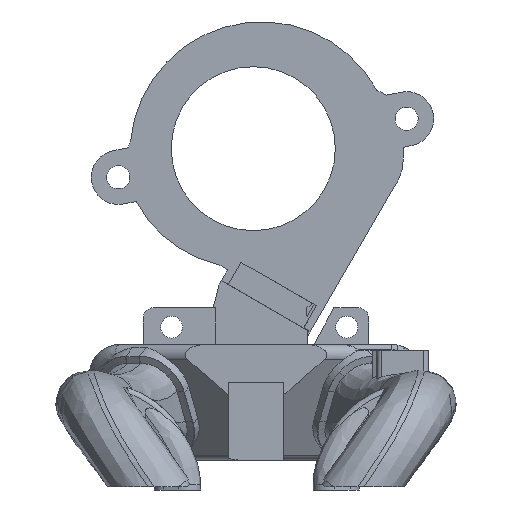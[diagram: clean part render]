
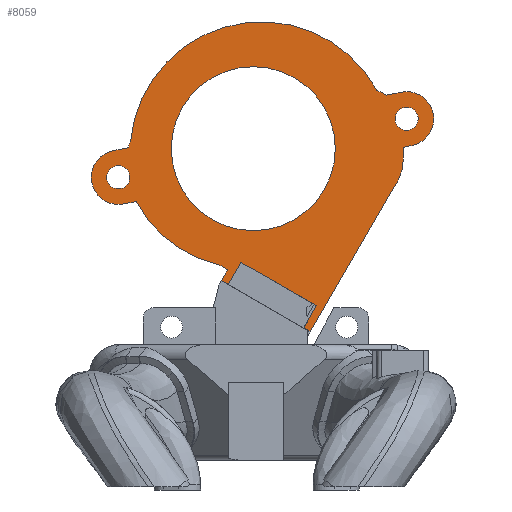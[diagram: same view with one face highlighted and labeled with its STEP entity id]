
A CAD part, front view. The second image highlights one B-rep face of the part: STEP entity #8059.
In plain terms, the highlighted planar face has unit normal (0, -1, 0).
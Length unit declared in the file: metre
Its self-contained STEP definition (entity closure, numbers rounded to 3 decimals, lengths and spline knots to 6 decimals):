
#180=CIRCLE('',#8603,0.02565);
#182=CIRCLE('',#8606,0.016);
#183=CIRCLE('',#8608,0.00225);
#184=CIRCLE('',#8610,0.00225);
#185=CIRCLE('',#8612,0.008426);
#186=CIRCLE('',#8613,0.02765);
#187=CIRCLE('',#8614,0.0053);
#188=CIRCLE('',#8615,0.01014);
#189=CIRCLE('',#8616,0.0053);
#190=CIRCLE('',#8617,0.024065);
#418=PLANE('',#8611);
#517=LINE('',#11553,#1061);
#801=LINE('',#15105,#1345);
#806=LINE('',#15119,#1350);
#939=LINE('',#17880,#1483);
#940=LINE('',#17884,#1484);
#941=LINE('',#17892,#1485);
#942=LINE('',#17896,#1486);
#1061=VECTOR('',#8825,1.);
#1345=VECTOR('',#9645,1.);
#1350=VECTOR('',#9652,1.);
#1483=VECTOR('',#10097,1.);
#1484=VECTOR('',#10100,1.);
#1485=VECTOR('',#10103,1.);
#1486=VECTOR('',#10106,1.);
#3778=ORIENTED_EDGE('',*,*,#4956,.F.);
#3779=ORIENTED_EDGE('',*,*,#5272,.T.);
#3780=ORIENTED_EDGE('',*,*,#5273,.F.);
#3781=ORIENTED_EDGE('',*,*,#5274,.F.);
#3782=ORIENTED_EDGE('',*,*,#5275,.F.);
#3783=ORIENTED_EDGE('',*,*,#5276,.F.);
#3784=ORIENTED_EDGE('',*,*,#5277,.T.);
#3785=ORIENTED_EDGE('',*,*,#5265,.F.);
#3786=ORIENTED_EDGE('',*,*,#5278,.T.);
#3787=ORIENTED_EDGE('',*,*,#5279,.F.);
#3788=ORIENTED_EDGE('',*,*,#5280,.F.);
#3789=ORIENTED_EDGE('',*,*,#5281,.F.);
#3790=ORIENTED_EDGE('',*,*,#5282,.F.);
#3791=ORIENTED_EDGE('',*,*,#5283,.F.);
#3792=ORIENTED_EDGE('',*,*,#4950,.F.);
#3793=ORIENTED_EDGE('',*,*,#4327,.F.);
#3794=ORIENTED_EDGE('',*,*,#5271,.T.);
#3795=ORIENTED_EDGE('',*,*,#5270,.T.);
#3796=ORIENTED_EDGE('',*,*,#5269,.T.);
#4327=EDGE_CURVE('',#5551,#5552,#517,.T.);
#4950=EDGE_CURVE('',#5552,#5979,#801,.T.);
#4956=EDGE_CURVE('',#5982,#5551,#806,.T.);
#5265=EDGE_CURVE('',#6133,#6134,#180,.T.);
#5269=EDGE_CURVE('',#6136,#6136,#182,.T.);
#5270=EDGE_CURVE('',#6137,#6137,#183,.T.);
#5271=EDGE_CURVE('',#6138,#6138,#184,.T.);
#5272=EDGE_CURVE('',#5982,#6139,#185,.T.);
#5273=EDGE_CURVE('',#6140,#6139,#186,.F.);
#5274=EDGE_CURVE('',#6141,#6140,#939,.F.);
#5275=EDGE_CURVE('',#6142,#6141,#187,.F.);
#5276=EDGE_CURVE('',#6143,#6142,#940,.F.);
#5277=EDGE_CURVE('',#6143,#6134,#6634,.T.);
#5278=EDGE_CURVE('',#6133,#6144,#188,.T.);
#5279=EDGE_CURVE('',#6145,#6144,#941,.F.);
#5280=EDGE_CURVE('',#6146,#6145,#189,.F.);
#5281=EDGE_CURVE('',#6147,#6146,#942,.F.);
#5282=EDGE_CURVE('',#6148,#6147,#190,.F.);
#5283=EDGE_CURVE('',#5979,#6148,#6635,.T.);
#5551=VERTEX_POINT('',#11552);
#5552=VERTEX_POINT('',#11554);
#5979=VERTEX_POINT('',#15106);
#5982=VERTEX_POINT('',#15118);
#6133=VERTEX_POINT('',#17860);
#6134=VERTEX_POINT('',#17861);
#6136=VERTEX_POINT('',#17868);
#6137=VERTEX_POINT('',#17871);
#6138=VERTEX_POINT('',#17874);
#6139=VERTEX_POINT('',#17877);
#6140=VERTEX_POINT('',#17879);
#6141=VERTEX_POINT('',#17881);
#6142=VERTEX_POINT('',#17883);
#6143=VERTEX_POINT('',#17885);
#6144=VERTEX_POINT('',#17891);
#6145=VERTEX_POINT('',#17893);
#6146=VERTEX_POINT('',#17895);
#6147=VERTEX_POINT('',#17897);
#6148=VERTEX_POINT('',#17899);
#6634=B_SPLINE_CURVE_WITH_KNOTS('',3,(#17886,#17887,#17888,#17889),
 .UNSPECIFIED.,.F.,.F.,(4,4),(0.,0.420102),.UNSPECIFIED.);
#6635=B_SPLINE_CURVE_WITH_KNOTS('',3,(#17900,#17901,#17902,#17903),
 .UNSPECIFIED.,.F.,.F.,(4,4),(0.,1.),.UNSPECIFIED.);
#7034=EDGE_LOOP('',(#3778,#3779,#3780,#3781,#3782,#3783,#3784,#3785,#3786,
#3787,#3788,#3789,#3790,#3791,#3792,#3793));
#7035=EDGE_LOOP('',(#3794));
#7036=EDGE_LOOP('',(#3795));
#7037=EDGE_LOOP('',(#3796));
#7519=FACE_BOUND('',#7034,.T.);
#7520=FACE_BOUND('',#7035,.T.);
#7521=FACE_BOUND('',#7036,.T.);
#7522=FACE_BOUND('',#7037,.T.);
#8059=ADVANCED_FACE('',(#7519,#7520,#7521,#7522),#418,.T.);
#8603=AXIS2_PLACEMENT_3D('',#17859,#10073,#10074);
#8606=AXIS2_PLACEMENT_3D('',#17867,#10081,#10082);
#8608=AXIS2_PLACEMENT_3D('',#17870,#10085,#10086);
#8610=AXIS2_PLACEMENT_3D('',#17873,#10089,#10090);
#8611=AXIS2_PLACEMENT_3D('',#17875,#10091,#10092);
#8612=AXIS2_PLACEMENT_3D('',#17876,#10093,#10094);
#8613=AXIS2_PLACEMENT_3D('',#17878,#10095,#10096);
#8614=AXIS2_PLACEMENT_3D('',#17882,#10098,#10099);
#8615=AXIS2_PLACEMENT_3D('',#17890,#10101,#10102);
#8616=AXIS2_PLACEMENT_3D('',#17894,#10104,#10105);
#8617=AXIS2_PLACEMENT_3D('',#17898,#10107,#10108);
#8825=DIRECTION('',(-0.866,0.,0.5));
#9645=DIRECTION('',(0.5,0.,0.866));
#9652=DIRECTION('',(-0.5,0.,-0.866));
#10073=DIRECTION('',(0.,1.,0.));
#10074=DIRECTION('',(-0.5,0.,-0.866));
#10081=DIRECTION('',(0.,1.,0.));
#10082=DIRECTION('',(-0.5,0.,-0.866));
#10085=DIRECTION('',(0.,1.,0.));
#10086=DIRECTION('',(-0.5,0.,-0.866));
#10089=DIRECTION('',(0.,1.,0.));
#10090=DIRECTION('',(-0.5,0.,-0.866));
#10091=DIRECTION('',(0.,-1.,0.));
#10092=DIRECTION('',(0.5,0.,0.866));
#10093=DIRECTION('',(0.,-1.,0.));
#10094=DIRECTION('',(1.,0.,0.));
#10095=DIRECTION('',(0.,-1.,0.));
#10096=DIRECTION('',(1.,0.,0.));
#10097=DIRECTION('',(0.98,0.,0.199));
#10098=DIRECTION('',(0.,-1.,0.));
#10099=DIRECTION('',(1.,0.,0.));
#10100=DIRECTION('',(-0.98,0.,-0.199));
#10101=DIRECTION('',(0.,-1.,0.));
#10102=DIRECTION('',(1.,0.,0.));
#10103=DIRECTION('',(-0.98,0.,-0.199));
#10104=DIRECTION('',(0.,-1.,0.));
#10105=DIRECTION('',(1.,0.,0.));
#10106=DIRECTION('',(0.98,0.,0.199));
#10107=DIRECTION('',(0.,-1.,0.));
#10108=DIRECTION('',(1.,0.,0.));
#11552=CARTESIAN_POINT('',(0.005726,0.1013,-0.019247));
#11553=CARTESIAN_POINT('',(0.005726,0.1013,-0.019247));
#11554=CARTESIAN_POINT('',(-0.011595,0.1013,-0.009247));
#15105=CARTESIAN_POINT('',(-0.011595,0.1013,-0.009247));
#15106=CARTESIAN_POINT('',(-0.010373,0.1013,-0.00713));
#15118=CARTESIAN_POINT('',(0.022136,0.1013,0.009177));
#15119=CARTESIAN_POINT('',(0.005726,0.1013,-0.019247));
#17859=CARTESIAN_POINT('',(-0.003779,0.1013,0.01559));
#17860=CARTESIAN_POINT('',(-0.029332,0.1013,0.017823));
#17861=CARTESIAN_POINT('',(0.018719,0.1013,0.027907));
#17867=CARTESIAN_POINT('',(-0.00539,0.1013,0.0165));
#17868=CARTESIAN_POINT('',(-0.01339,0.1013,0.002644));
#17870=CARTESIAN_POINT('',(-0.031711,0.1013,0.010912));
#17871=CARTESIAN_POINT('',(-0.032836,0.1013,0.008963));
#17873=CARTESIAN_POINT('',(0.024529,0.1013,0.022321));
#17874=CARTESIAN_POINT('',(0.023404,0.1013,0.020372));
#17875=CARTESIAN_POINT('',(0.024529,0.1013,0.022321));
#17876=CARTESIAN_POINT('',(0.015397,0.1013,0.014234));
#17877=CARTESIAN_POINT('',(0.023802,0.1013,0.01364));
#17878=CARTESIAN_POINT('',(-0.003779,0.1013,0.01559));
#17879=CARTESIAN_POINT('',(0.023845,0.1013,0.016774));
#17880=CARTESIAN_POINT('',(0.025582,0.1013,0.017126));
#17881=CARTESIAN_POINT('',(0.025582,0.1013,0.017126));
#17882=CARTESIAN_POINT('',(0.024529,0.1013,0.022321));
#17883=CARTESIAN_POINT('',(0.023475,0.1013,0.027515));
#17884=CARTESIAN_POINT('',(0.023475,0.1013,0.027515));
#17885=CARTESIAN_POINT('',(0.020577,0.1013,0.026927));
#17886=CARTESIAN_POINT('',(0.020577,0.1013,0.026927));
#17887=CARTESIAN_POINT('',(0.019958,0.1013,0.027254));
#17888=CARTESIAN_POINT('',(0.019338,0.1013,0.027581));
#17889=CARTESIAN_POINT('',(0.018719,0.1013,0.027907));
#17890=CARTESIAN_POINT('',(-0.020229,0.1013,0.013357));
#17891=CARTESIAN_POINT('',(-0.029799,0.1013,0.016707));
#17892=CARTESIAN_POINT('',(0.023475,0.1013,0.027515));
#17893=CARTESIAN_POINT('',(-0.032764,0.1013,0.016106));
#17894=CARTESIAN_POINT('',(-0.031711,0.1013,0.010912));
#17895=CARTESIAN_POINT('',(-0.030657,0.1013,0.005717));
#17896=CARTESIAN_POINT('',(-0.030657,0.1013,0.005717));
#17897=CARTESIAN_POINT('',(-0.028218,0.1013,0.006212));
#17898=CARTESIAN_POINT('',(-0.006893,0.1013,0.017364));
#17899=CARTESIAN_POINT('',(-0.012105,0.1013,-0.00613));
#17900=CARTESIAN_POINT('',(-0.010373,0.1013,-0.00713));
#17901=CARTESIAN_POINT('',(-0.01095,0.1013,-0.006797));
#17902=CARTESIAN_POINT('',(-0.011527,0.1013,-0.006464));
#17903=CARTESIAN_POINT('',(-0.012105,0.1013,-0.00613));
